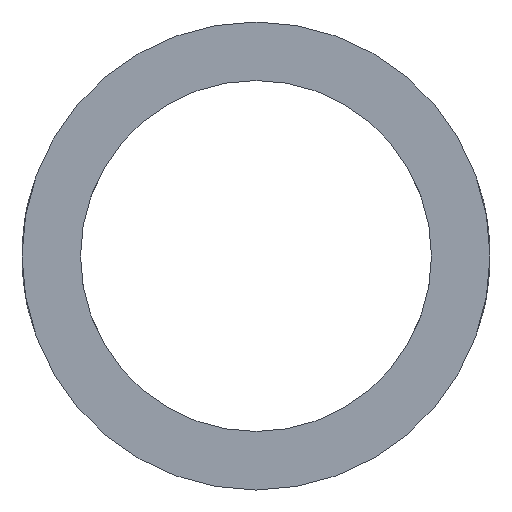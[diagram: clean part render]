
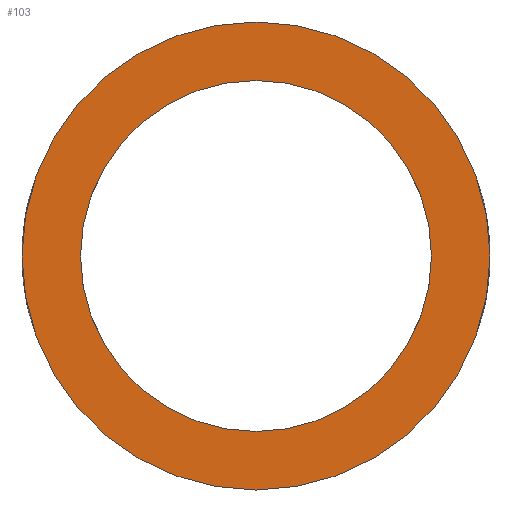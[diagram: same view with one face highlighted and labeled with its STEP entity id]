
A CAD part, left-side view. The second image highlights one B-rep face of the part: STEP entity #103.
In plain terms, the highlighted planar face has unit normal (-1, 0, 0).
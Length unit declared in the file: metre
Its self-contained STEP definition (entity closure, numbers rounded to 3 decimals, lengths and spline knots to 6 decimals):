
#22=CIRCLE('',#122,0.00635);
#23=CIRCLE('',#125,0.004763);
#25=PLANE('',#126);
#40=ORIENTED_EDGE('',*,*,#49,.F.);
#41=ORIENTED_EDGE('',*,*,#47,.T.);
#47=EDGE_CURVE('',#55,#55,#22,.T.);
#49=EDGE_CURVE('',#57,#57,#23,.T.);
#55=VERTEX_POINT('',#194);
#57=VERTEX_POINT('',#210);
#76=EDGE_LOOP('',(#40));
#77=EDGE_LOOP('',(#41));
#92=FACE_BOUND('',#76,.T.);
#93=FACE_BOUND('',#77,.T.);
#103=ADVANCED_FACE('',(#92,#93),#25,.T.);
#122=AXIS2_PLACEMENT_3D('',#193,#139,#140);
#125=AXIS2_PLACEMENT_3D('',#209,#145,#146);
#126=AXIS2_PLACEMENT_3D('',#211,#147,#148);
#139=DIRECTION('',(-1.,0.,0.));
#140=DIRECTION('',(0.,-1.,0.));
#145=DIRECTION('',(-1.,0.,0.));
#146=DIRECTION('',(0.,-1.,0.));
#147=DIRECTION('',(-1.,0.,0.));
#148=DIRECTION('',(0.,1.,0.));
#193=CARTESIAN_POINT('',(-0.047192,-0.176801,0.0335));
#194=CARTESIAN_POINT('',(-0.047192,-0.183151,0.0335));
#209=CARTESIAN_POINT('',(-0.047192,-0.176801,0.0335));
#210=CARTESIAN_POINT('',(-0.047192,-0.181563,0.0335));
#211=CARTESIAN_POINT('',(-0.047192,-0.207004,0.026697));
